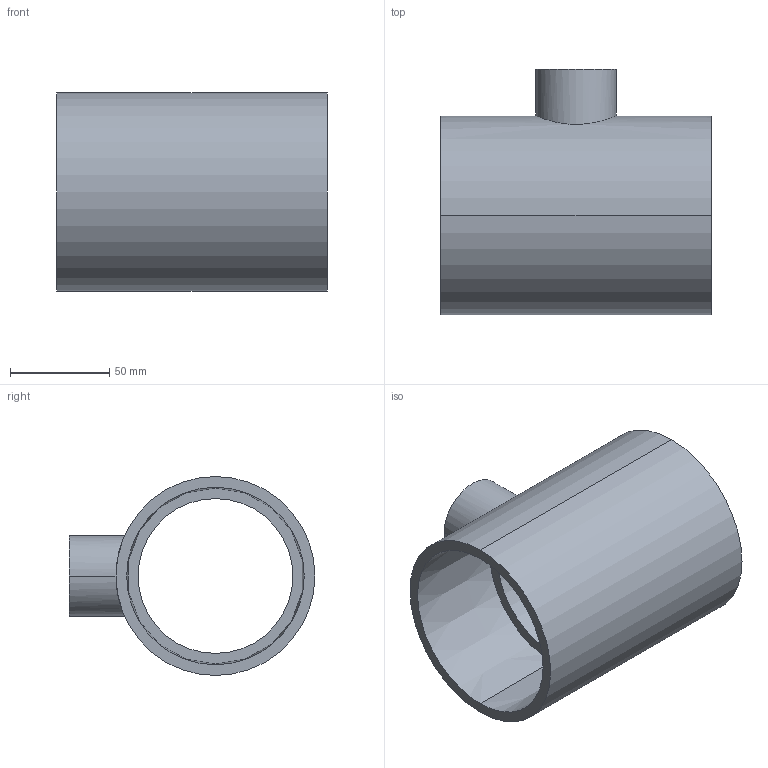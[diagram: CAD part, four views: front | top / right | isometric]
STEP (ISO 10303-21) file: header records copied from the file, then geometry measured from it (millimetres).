
FILE_DESCRIPTION (( 'STEP AP203' ), '1' );
FILE_NAME ('4880K583.step', '2013-04-26T14:25:34', ( 't2jrg' ), ( '' ), 'SwSTEP 2.0', 'SolidWorks 2010', '' );
FILE_SCHEMA (( 'CONFIG_CONTROL_DESIGN' ));
Length unit declared in the file: inch
Products named in the file (1): 4880K583
Bounding box: 136.14 x 123.7 x 100.08 mm (x, y, z)
Volume: 276328.1 mm3; surface area: 91397.1 mm2
Topology: 1 solids, 1 shells, 20 faces, 42 edges, 28 vertices
Faces by surface type: cylinder 8, cone 6, plane 6
Entity records: 839 total; most frequent: CARTESIAN_POINT 301, DIRECTION 104, ORIENTED_EDGE 84, AXIS2_PLACEMENT_3D 45, EDGE_CURVE 42, EDGE_LOOP 28, VERTEX_POINT 28, CIRCLE 24
